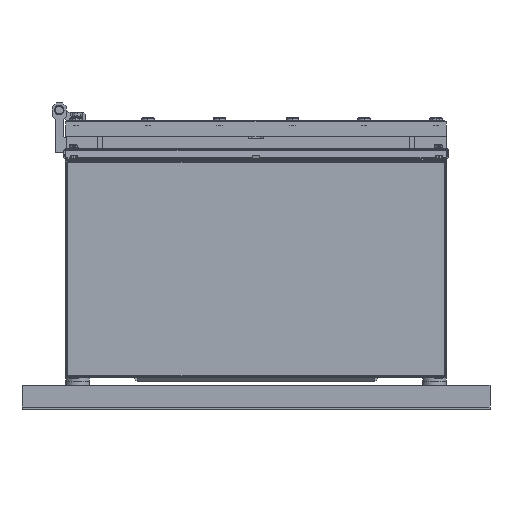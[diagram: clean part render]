
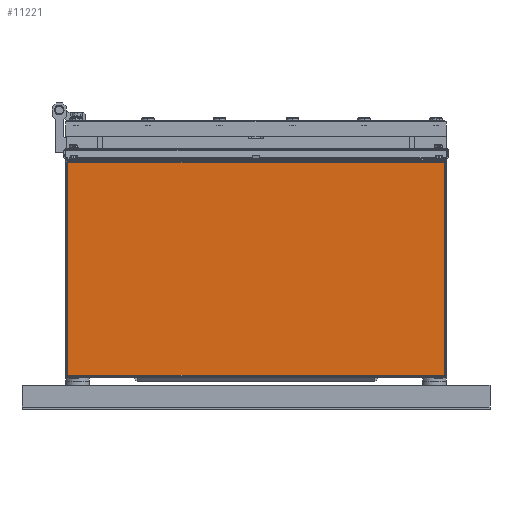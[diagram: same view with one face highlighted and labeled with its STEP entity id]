
A CAD part, left-side view. The second image highlights one B-rep face of the part: STEP entity #11221.
In plain terms, the highlighted face is planar.
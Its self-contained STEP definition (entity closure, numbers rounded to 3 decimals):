
#468 = CARTESIAN_POINT ( 'NONE',  ( 237.5, 271.5, 180. ) ) ;
#3669 = ORIENTED_EDGE ( 'NONE', *, *, #36796, .T. ) ;
#5200 = ORIENTED_EDGE ( 'NONE', *, *, #53718, .T. ) ;
#5695 = EDGE_CURVE ( 'NONE', #29470, #33728, #53257, .T. ) ;
#5818 = CARTESIAN_POINT ( 'NONE',  ( -240., 2.5, 180. ) ) ;
#6744 = LINE ( 'NONE', #53333, #39018 ) ;
#7445 = VERTEX_POINT ( 'NONE', #468 ) ;
#8992 = ORIENTED_EDGE ( 'NONE', *, *, #5695, .T. ) ;
#9518 = CARTESIAN_POINT ( 'NONE',  ( -237.5, 274., 180. ) ) ;
#10192 = LINE ( 'NONE', #30579, #31321 ) ;
#11221 = ADVANCED_FACE ( 'NONE', ( #15067 ), #25267, .F. ) ;
#11411 = CARTESIAN_POINT ( 'NONE',  ( -237.5, 2.5, 180. ) ) ;
#15067 = FACE_OUTER_BOUND ( 'NONE', #21040, .T. ) ;
#16756 = DIRECTION ( 'NONE',  ( 0., 0., -1. ) ) ;
#17842 = DIRECTION ( 'NONE',  ( 0., -1., 0. ) ) ;
#19646 = DIRECTION ( 'NONE',  ( 0., 1., 0. ) ) ;
#21040 = EDGE_LOOP ( 'NONE', ( #5200, #3669, #32104, #8992 ) ) ;
#22262 = VECTOR ( 'NONE', #31089, 1000. ) ;
#22687 = EDGE_CURVE ( 'NONE', #7445, #29470, #10192, .T. ) ;
#25267 = PLANE ( 'NONE',  #34368 ) ;
#25889 = CARTESIAN_POINT ( 'NONE',  ( -237.5, 271.5, 180. ) ) ;
#29470 = VERTEX_POINT ( 'NONE', #25889 ) ;
#29504 = DIRECTION ( 'NONE',  ( -1., 0., 0. ) ) ;
#30579 = CARTESIAN_POINT ( 'NONE',  ( -240., 271.5, 180. ) ) ;
#31089 = DIRECTION ( 'NONE',  ( 1., 0., 0. ) ) ;
#31321 = VECTOR ( 'NONE', #34830, 1000. ) ;
#32104 = ORIENTED_EDGE ( 'NONE', *, *, #22687, .T. ) ;
#33728 = VERTEX_POINT ( 'NONE', #11411 ) ;
#34368 = AXIS2_PLACEMENT_3D ( 'NONE', #46254, #16756, #29504 ) ;
#34830 = DIRECTION ( 'NONE',  ( -1., 0., 0. ) ) ;
#36460 = VERTEX_POINT ( 'NONE', #38433 ) ;
#36796 = EDGE_CURVE ( 'NONE', #36460, #7445, #6744, .T. ) ;
#38433 = CARTESIAN_POINT ( 'NONE',  ( 237.5, 2.5, 180. ) ) ;
#39018 = VECTOR ( 'NONE', #19646, 1000. ) ;
#42051 = VECTOR ( 'NONE', #17842, 1000. ) ;
#45987 = LINE ( 'NONE', #5818, #22262 ) ;
#46254 = CARTESIAN_POINT ( 'NONE',  ( -240., 274., 180. ) ) ;
#53257 = LINE ( 'NONE', #9518, #42051 ) ;
#53333 = CARTESIAN_POINT ( 'NONE',  ( 237.5, 274., 180. ) ) ;
#53718 = EDGE_CURVE ( 'NONE', #33728, #36460, #45987, .T. ) ;
